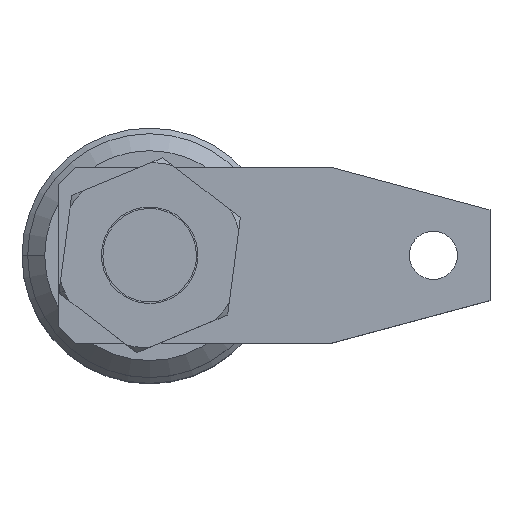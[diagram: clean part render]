
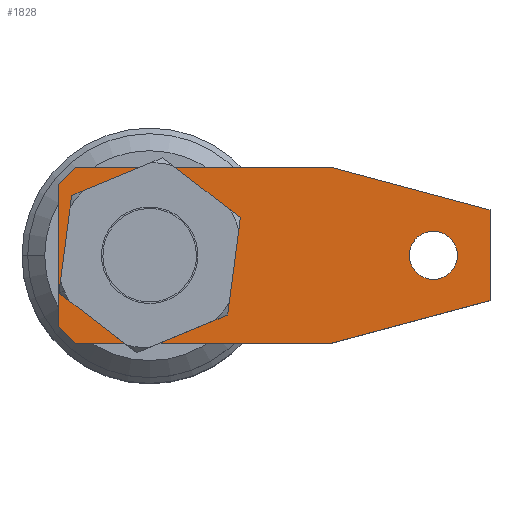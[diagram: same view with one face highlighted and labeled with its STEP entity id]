
A CAD part, top view. The second image highlights one B-rep face of the part: STEP entity #1828.
In plain terms, the highlighted planar face has unit normal (0, 0, 1).
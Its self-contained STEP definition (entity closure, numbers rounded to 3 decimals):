
#394 = FACE_BOUND ( 'NONE', #1531, .T. ) ;
#398 = FACE_OUTER_BOUND ( 'NONE', #1518, .T. ) ;
#400 = FACE_BOUND ( 'NONE', #1523, .T. ) ;
#1009 = EDGE_CURVE ( 'NONE', #1089, #1534, #4117, .T. ) ;
#1013 = EDGE_CURVE ( 'NONE', #1096, #1105, #4119, .T. ) ;
#1089 = VERTEX_POINT ( 'NONE', #2100 ) ;
#1096 = VERTEX_POINT ( 'NONE', #2107 ) ;
#1105 = VERTEX_POINT ( 'NONE', #2116 ) ;
#1122 = VERTEX_POINT ( 'NONE', #2133 ) ;
#1129 = VERTEX_POINT ( 'NONE', #2140 ) ;
#1130 = VERTEX_POINT ( 'NONE', #2141 ) ;
#1132 = VERTEX_POINT ( 'NONE', #2143 ) ;
#1133 = VERTEX_POINT ( 'NONE', #2144 ) ;
#1134 = VERTEX_POINT ( 'NONE', #2145 ) ;
#1135 = VERTEX_POINT ( 'NONE', #2146 ) ;
#1195 = EDGE_CURVE ( 'NONE', #1122, #1574, #4135, .T. ) ;
#1201 = EDGE_CURVE ( 'NONE', #1129, #1130, #4145, .T. ) ;
#1205 = EDGE_CURVE ( 'NONE', #1133, #1134, #4153, .T. ) ;
#1207 = EDGE_CURVE ( 'NONE', #1132, #1135, #4157, .T. ) ;
#1211 = EDGE_CURVE ( 'NONE', #1534, #1089, #4165, .T. ) ;
#1212 = EDGE_CURVE ( 'NONE', #1105, #1096, #4167, .T. ) ;
#1213 = EDGE_CURVE ( 'NONE', #1134, #1132, #4168, .T. ) ;
#1214 = EDGE_CURVE ( 'NONE', #1122, #1135, #4169, .T. ) ;
#1215 = EDGE_CURVE ( 'NONE', #1129, #1574, #4171, .T. ) ;
#1216 = EDGE_CURVE ( 'NONE', #1130, #1133, #4173, .T. ) ;
#1518 = EDGE_LOOP ( 'NONE', ( #5822, #5823, #5824, #5825, #5826, #5827, #5828, #5829 ) ) ;
#1523 = EDGE_LOOP ( 'NONE', ( #5820, #5821 ) ) ;
#1531 = EDGE_LOOP ( 'NONE', ( #5818, #5819 ) ) ;
#1534 = VERTEX_POINT ( 'NONE', #4949 ) ;
#1574 = VERTEX_POINT ( 'NONE', #4994 ) ;
#1703 = AXIS2_PLACEMENT_3D ( 'NONE', #1804, #2541, #2163 ) ;
#1705 = AXIS2_PLACEMENT_3D ( 'NONE', #2171, #2172, #2173 ) ;
#1710 = AXIS2_PLACEMENT_3D ( 'NONE', #2019, #2020, #2021 ) ;
#1711 = AXIS2_PLACEMENT_3D ( 'NONE', #2024, #2025, #2026 ) ;
#1804 = CARTESIAN_POINT ( 'NONE',  ( 10., 15.5, 16. ) ) ;
#1828 = ADVANCED_FACE ( 'NONE', ( #394, #400, #398 ), #4806, .F. ) ;
#1982 = DIRECTION ( 'NONE',  ( 0., -1., 0. ) ) ;
#1983 = CARTESIAN_POINT ( 'NONE',  ( 0., 0., 16. ) ) ;
#1999 = CARTESIAN_POINT ( 'NONE',  ( 0., 0., 16. ) ) ;
#2000 = DIRECTION ( 'NONE',  ( 1., 0., 0. ) ) ;
#2006 = CARTESIAN_POINT ( 'NONE',  ( 76., 0., 16. ) ) ;
#2007 = DIRECTION ( 'NONE',  ( 0., 1., 0. ) ) ;
#2010 = CARTESIAN_POINT ( 'NONE',  ( 0., 31., 16. ) ) ;
#2011 = DIRECTION ( 'NONE',  ( -1., 0., 0. ) ) ;
#2017 = CARTESIAN_POINT ( 'NONE',  ( 73., 31., 16. ) ) ;
#2018 = DIRECTION ( 'NONE',  ( -0.707, 0.707, 0. ) ) ;
#2019 = CARTESIAN_POINT ( 'NONE',  ( 10., 15.5, 16. ) ) ;
#2020 = DIRECTION ( 'NONE',  ( 0., 0., 1. ) ) ;
#2021 = DIRECTION ( 'NONE',  ( 1., 0., 0. ) ) ;
#2024 = CARTESIAN_POINT ( 'NONE',  ( 60., 15.5, 16. ) ) ;
#2025 = DIRECTION ( 'NONE',  ( 0., 0., 1. ) ) ;
#2026 = DIRECTION ( 'NONE',  ( 1., 0., 0. ) ) ;
#2027 = CARTESIAN_POINT ( 'NONE',  ( 0., 23.5, 16. ) ) ;
#2100 = CARTESIAN_POINT ( 'NONE',  ( 5.75, 15.5, 16. ) ) ;
#2107 = CARTESIAN_POINT ( 'NONE',  ( 48., 15.5, 16. ) ) ;
#2116 = CARTESIAN_POINT ( 'NONE',  ( 72., 15.5, 16. ) ) ;
#2133 = CARTESIAN_POINT ( 'NONE',  ( 0., 23.5, 16. ) ) ;
#2140 = CARTESIAN_POINT ( 'NONE',  ( 27.99, 0., 16. ) ) ;
#2141 = CARTESIAN_POINT ( 'NONE',  ( 73., 0., 16. ) ) ;
#2143 = CARTESIAN_POINT ( 'NONE',  ( 73., 31., 16. ) ) ;
#2144 = CARTESIAN_POINT ( 'NONE',  ( 76., 3., 16. ) ) ;
#2145 = CARTESIAN_POINT ( 'NONE',  ( 76., 28., 16. ) ) ;
#2146 = CARTESIAN_POINT ( 'NONE',  ( 27.99, 31., 16. ) ) ;
#2163 = DIRECTION ( 'NONE',  ( 1., 0., 0. ) ) ;
#2171 = CARTESIAN_POINT ( 'NONE',  ( 60., 15.5, 16. ) ) ;
#2172 = DIRECTION ( 'NONE',  ( 0., 0., 1. ) ) ;
#2173 = DIRECTION ( 'NONE',  ( 1., 0., 0. ) ) ;
#2234 = DIRECTION ( 'NONE',  ( 0.966, 0.259, 0. ) ) ;
#2235 = CARTESIAN_POINT ( 'NONE',  ( 32.72, -1.267, 16. ) ) ;
#2236 = DIRECTION ( 'NONE',  ( -0.966, 0.259, 0. ) ) ;
#2237 = CARTESIAN_POINT ( 'NONE',  ( 76., 3., 16. ) ) ;
#2238 = DIRECTION ( 'NONE',  ( 0.707, 0.707, 0. ) ) ;
#2541 = DIRECTION ( 'NONE',  ( 0., 0., 1. ) ) ;
#4117 = CIRCLE ( 'NONE', #1703, 4.25 ) ;
#4119 = CIRCLE ( 'NONE', #1705, 12. ) ;
#4135 = LINE ( 'NONE', #1983, #4140 ) ;
#4140 = VECTOR ( 'NONE', #1982, 1000. ) ;
#4145 = LINE ( 'NONE', #1999, #4148 ) ;
#4148 = VECTOR ( 'NONE', #2000, 1000. ) ;
#4153 = LINE ( 'NONE', #2006, #4156 ) ;
#4156 = VECTOR ( 'NONE', #2007, 1000. ) ;
#4157 = LINE ( 'NONE', #2010, #4160 ) ;
#4160 = VECTOR ( 'NONE', #2011, 1000. ) ;
#4165 = CIRCLE ( 'NONE', #1710, 4.25 ) ;
#4167 = CIRCLE ( 'NONE', #1711, 12. ) ;
#4168 = LINE ( 'NONE', #2017, #4170 ) ;
#4169 = LINE ( 'NONE', #2027, #4172 ) ;
#4170 = VECTOR ( 'NONE', #2018, 1000. ) ;
#4171 = LINE ( 'NONE', #2235, #4174 ) ;
#4172 = VECTOR ( 'NONE', #2234, 1000. ) ;
#4173 = LINE ( 'NONE', #2237, #4176 ) ;
#4174 = VECTOR ( 'NONE', #2236, 1000. ) ;
#4176 = VECTOR ( 'NONE', #2238, 1000. ) ;
#4526 = AXIS2_PLACEMENT_3D ( 'NONE', #4805, #4799, #4808 ) ;
#4799 = DIRECTION ( 'NONE',  ( 0., 0., -1. ) ) ;
#4805 = CARTESIAN_POINT ( 'NONE',  ( 0., 0., 16. ) ) ;
#4806 = PLANE ( 'NONE',  #4526 ) ;
#4808 = DIRECTION ( 'NONE',  ( -1., 0., 0. ) ) ;
#4949 = CARTESIAN_POINT ( 'NONE',  ( 14.25, 15.5, 16. ) ) ;
#4994 = CARTESIAN_POINT ( 'NONE',  ( 0., 7.5, 16. ) ) ;
#5818 = ORIENTED_EDGE ( 'NONE', *, *, #1211, .F. ) ;
#5819 = ORIENTED_EDGE ( 'NONE', *, *, #1009, .F. ) ;
#5820 = ORIENTED_EDGE ( 'NONE', *, *, #1212, .F. ) ;
#5821 = ORIENTED_EDGE ( 'NONE', *, *, #1013, .F. ) ;
#5822 = ORIENTED_EDGE ( 'NONE', *, *, #1205, .T. ) ;
#5823 = ORIENTED_EDGE ( 'NONE', *, *, #1213, .T. ) ;
#5824 = ORIENTED_EDGE ( 'NONE', *, *, #1207, .T. ) ;
#5825 = ORIENTED_EDGE ( 'NONE', *, *, #1214, .F. ) ;
#5826 = ORIENTED_EDGE ( 'NONE', *, *, #1195, .T. ) ;
#5827 = ORIENTED_EDGE ( 'NONE', *, *, #1215, .F. ) ;
#5828 = ORIENTED_EDGE ( 'NONE', *, *, #1201, .T. ) ;
#5829 = ORIENTED_EDGE ( 'NONE', *, *, #1216, .T. ) ;
